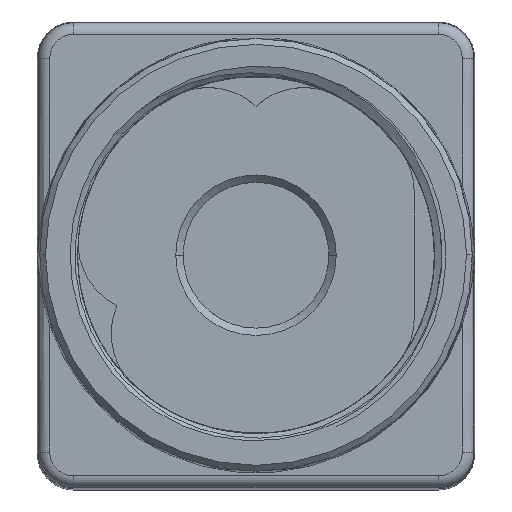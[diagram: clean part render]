
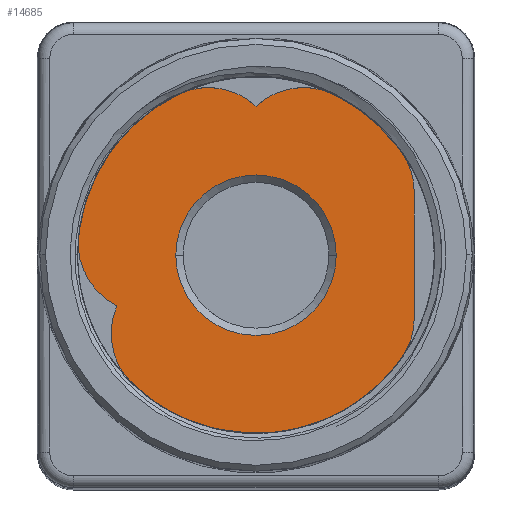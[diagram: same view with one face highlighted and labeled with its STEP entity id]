
A CAD part, top view. The second image highlights one B-rep face of the part: STEP entity #14685.
In plain terms, the highlighted planar face has unit normal (0, 0, 1).
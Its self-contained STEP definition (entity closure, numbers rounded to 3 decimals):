
#4530=CARTESIAN_POINT('',(-3.265,6.663,5.35));
#4531=DIRECTION('',(0.,0.,1.));
#4532=DIRECTION('',(0.676,0.737,0.));
#4533=AXIS2_PLACEMENT_3D('',#4530,#4531,#4532);
#4535=CARTESIAN_POINT('',(3.265,6.663,5.35));
#4536=DIRECTION('',(0.,0.,1.));
#4537=DIRECTION('',(0.44,0.898,0.));
#4538=AXIS2_PLACEMENT_3D('',#4535,#4536,#4537);
#4540=CARTESIAN_POINT('',(0.,0.,5.35));
#4541=DIRECTION('',(0.,0.,1.));
#4542=DIRECTION('',(0.811,0.585,0.));
#4543=AXIS2_PLACEMENT_3D('',#4540,#4541,#4542);
#4545=CARTESIAN_POINT('',(6.02,4.338,5.35));
#4546=DIRECTION('',(0.,0.,1.));
#4547=DIRECTION('',(1.,0.,0.));
#4548=AXIS2_PLACEMENT_3D('',#4545,#4546,#4547);
#4550=DIRECTION('',(0.,-1.,0.));
#4551=VECTOR('',#4550,8.675);
#4552=CARTESIAN_POINT('',(10.85,4.338,5.35));
#4553=LINE('',#4552,#4551);
#4554=CARTESIAN_POINT('',(6.02,-4.338,5.35));
#4555=DIRECTION('',(0.,0.,1.));
#4556=DIRECTION('',(0.811,-0.585,0.));
#4557=AXIS2_PLACEMENT_3D('',#4554,#4555,#4556);
#4559=CARTESIAN_POINT('',(0.,0.,5.35));
#4560=DIRECTION('',(0.,0.,1.));
#4561=DIRECTION('',(-0.688,-0.726,0.));
#4562=AXIS2_PLACEMENT_3D('',#4559,#4560,#4561);
#4564=CARTESIAN_POINT('',(-5.104,-5.386,5.35));
#4565=DIRECTION('',(0.,0.,1.));
#4566=DIRECTION('',(-0.918,0.396,0.));
#4567=AXIS2_PLACEMENT_3D('',#4564,#4565,#4566);
#4569=CARTESIAN_POINT('',(-7.372,0.845,5.35));
#4570=DIRECTION('',(0.,0.,1.));
#4571=DIRECTION('',(-0.993,0.114,0.));
#4572=AXIS2_PLACEMENT_3D('',#4569,#4570,#4571);
#4574=CARTESIAN_POINT('',(0.,0.,5.35));
#4575=DIRECTION('',(0.,0.,1.));
#4576=DIRECTION('',(-0.44,0.898,0.));
#4577=AXIS2_PLACEMENT_3D('',#4574,#4575,#4576);
#4626=CARTESIAN_POINT('',(0.,0.,5.35));
#4627=DIRECTION('',(0.,0.,1.));
#4628=DIRECTION('',(1.,0.,0.));
#4629=AXIS2_PLACEMENT_3D('',#4626,#4627,#4628);
#4644=CARTESIAN_POINT('',(0.,0.,5.35));
#4645=DIRECTION('',(0.,0.,1.));
#4646=DIRECTION('',(-1.,0.,0.));
#4647=AXIS2_PLACEMENT_3D('',#4644,#4645,#4646);
#10894=CARTESIAN_POINT('',(0.,10.222,5.35));
#10895=CARTESIAN_POINT('',(-5.39,11.,5.35));
#10896=VERTEX_POINT('',#10894);
#10897=VERTEX_POINT('',#10895);
#10898=CARTESIAN_POINT('',(5.39,11.,5.35));
#10899=VERTEX_POINT('',#10898);
#10900=CARTESIAN_POINT('',(10.85,4.338,5.35));
#10901=CARTESIAN_POINT('',(10.85,-4.338,5.35));
#10902=VERTEX_POINT('',#10900);
#10903=VERTEX_POINT('',#10901);
#10916=CARTESIAN_POINT('',(-8.426,-8.892,5.35));
#10917=CARTESIAN_POINT('',(9.939,-7.161,5.35));
#10918=VERTEX_POINT('',#10916);
#10919=VERTEX_POINT('',#10917);
#10920=CARTESIAN_POINT('',(9.939,7.161,5.35));
#10921=VERTEX_POINT('',#10920);
#10922=CARTESIAN_POINT('',(-12.17,1.396,5.35));
#10923=VERTEX_POINT('',#10922);
#10926=CARTESIAN_POINT('',(-9.538,-3.472,5.35));
#10927=VERTEX_POINT('',#10926);
#10934=CARTESIAN_POINT('',(-5.5,0.,5.35));
#10935=CARTESIAN_POINT('',(5.5,0.,5.35));
#10936=VERTEX_POINT('',#10934);
#10937=VERTEX_POINT('',#10935);
#14656=CARTESIAN_POINT('',(0.,0.,5.35));
#14657=DIRECTION('',(0.,0.,1.));
#14658=DIRECTION('',(-1.,0.,0.));
#14659=AXIS2_PLACEMENT_3D('',#14656,#14657,#14658);
#14660=PLANE('',#14659);
#14662=ORIENTED_EDGE('',*,*,#14661,.F.);
#14664=ORIENTED_EDGE('',*,*,#14663,.F.);
#14665=ORIENTED_EDGE('',*,*,#14608,.F.);
#14667=ORIENTED_EDGE('',*,*,#14666,.F.);
#14669=ORIENTED_EDGE('',*,*,#14668,.T.);
#14670=ORIENTED_EDGE('',*,*,#14647,.F.);
#14671=ORIENTED_EDGE('',*,*,#13584,.F.);
#14673=ORIENTED_EDGE('',*,*,#14672,.F.);
#14675=ORIENTED_EDGE('',*,*,#14674,.F.);
#14676=ORIENTED_EDGE('',*,*,#14616,.F.);
#14677=EDGE_LOOP('',(#14662,#14664,#14665,#14667,#14669,#14670,#14671,#14673,
#14675,#14676));
#14678=FACE_OUTER_BOUND('',#14677,.F.);
#14680=ORIENTED_EDGE('',*,*,#14679,.T.);
#14682=ORIENTED_EDGE('',*,*,#14681,.T.);
#14683=EDGE_LOOP('',(#14680,#14682));
#14684=FACE_BOUND('',#14683,.F.);
#14685=ADVANCED_FACE('',(#14678,#14684),#14660,.T.);
#4534=CIRCLE('',#4533,4.83);
#4539=CIRCLE('',#4538,4.83);
#4544=CIRCLE('',#4543,12.25);
#4549=CIRCLE('',#4548,4.83);
#4558=CIRCLE('',#4557,4.83);
#4563=CIRCLE('',#4562,12.25);
#4568=CIRCLE('',#4567,4.83);
#4573=CIRCLE('',#4572,4.83);
#4578=CIRCLE('',#4577,12.25);
#4630=CIRCLE('',#4629,5.5);
#4648=CIRCLE('',#4647,5.5);
#13584=EDGE_CURVE('',#10918,#10919,#4563,.T.);
#14608=EDGE_CURVE('',#10921,#10899,#4544,.T.);
#14616=EDGE_CURVE('',#10897,#10923,#4578,.T.);
#14647=EDGE_CURVE('',#10919,#10903,#4558,.T.);
#14661=EDGE_CURVE('',#10896,#10897,#4534,.T.);
#14663=EDGE_CURVE('',#10899,#10896,#4539,.T.);
#14666=EDGE_CURVE('',#10902,#10921,#4549,.T.);
#14668=EDGE_CURVE('',#10902,#10903,#4553,.T.);
#14672=EDGE_CURVE('',#10927,#10918,#4568,.T.);
#14674=EDGE_CURVE('',#10923,#10927,#4573,.T.);
#14679=EDGE_CURVE('',#10937,#10936,#4630,.T.);
#14681=EDGE_CURVE('',#10936,#10937,#4648,.T.);
